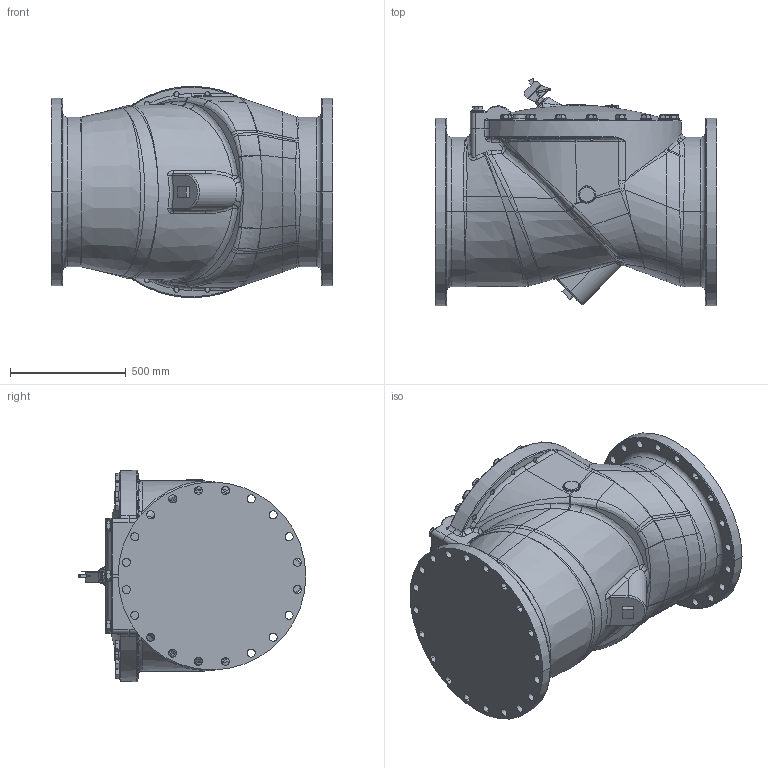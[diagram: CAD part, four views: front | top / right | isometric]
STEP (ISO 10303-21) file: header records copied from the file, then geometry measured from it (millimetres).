
FILE_DESCRIPTION((''),'2;1');
FILE_NAME('524AMI_SW0001','2023-11-02T08:17:00',('jlesh'),(''),'CREO PARAMETRIC BY PTC INC, 2023072','CREO PARAMETRIC BY PTC INC, 2023072','');
FILE_SCHEMA(('AUTOMOTIVE_DESIGN { 1 0 10303 214 1 1 1 1 }'));
Length unit declared in the file: inch
Products named in the file (1): 524AMI_SW0001
Bounding box: 1219.2 x 985.25 x 914.16 mm (x, y, z)
Volume: 549245569.8 mm3; surface area: 5065674.2 mm2
Topology: 1 solids, 2 shells, 1180 faces, 2775 edges, 1656 vertices
Faces by surface type: bspline 293, plane 291, cylinder 254, torus 188, cone 129, sphere 25
Entity records: 87468 total; most frequent: CARTESIAN_POINT 55421, ORIENTED_EDGE 5530, DIRECTION 4760, EDGE_CURVE 2765, AXIS2_PLACEMENT_3D 2032, VERTEX_POINT 1656, EDGE_LOOP 1335, COLOUR_RGB 1334
